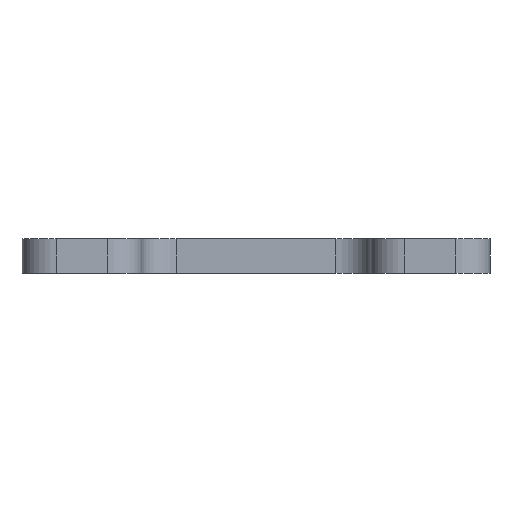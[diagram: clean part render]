
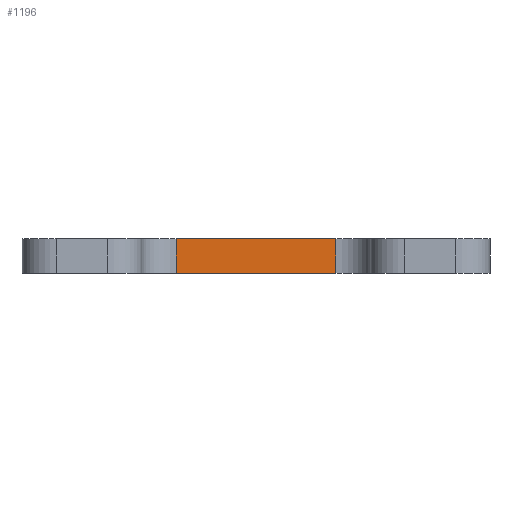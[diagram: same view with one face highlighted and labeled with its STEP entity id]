
A CAD part, front view. The second image highlights one B-rep face of the part: STEP entity #1196.
In plain terms, the highlighted planar face has unit normal (0, -1, 0).
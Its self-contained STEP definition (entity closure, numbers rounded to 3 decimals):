
#275=FACE_OUTER_BOUND('',#344,.T.);
#344=EDGE_LOOP('',(#1026,#1027,#1028,#1029));
#392=LINE('',#1848,#487);
#418=LINE('',#1956,#513);
#443=LINE('',#2046,#538);
#444=LINE('',#2048,#539);
#487=VECTOR('',#1442,10.);
#513=VECTOR('',#1540,10.);
#538=VECTOR('',#1637,10.);
#539=VECTOR('',#1640,10.);
#594=VERTEX_POINT('',#1845);
#595=VERTEX_POINT('',#1847);
#640=VERTEX_POINT('',#1953);
#641=VERTEX_POINT('',#1955);
#702=EDGE_CURVE('',#594,#595,#392,.T.);
#757=EDGE_CURVE('',#640,#641,#418,.T.);
#805=EDGE_CURVE('',#595,#640,#443,.T.);
#806=EDGE_CURVE('',#641,#594,#444,.T.);
#1026=ORIENTED_EDGE('',*,*,#805,.F.);
#1027=ORIENTED_EDGE('',*,*,#702,.F.);
#1028=ORIENTED_EDGE('',*,*,#806,.F.);
#1029=ORIENTED_EDGE('',*,*,#757,.F.);
#1159=PLANE('',#1333);
#1196=ADVANCED_FACE('',(#275),#1159,.T.);
#1333=AXIS2_PLACEMENT_3D('',#2050,#1642,#1643);
#1442=DIRECTION('',(1.,0.,0.));
#1540=DIRECTION('',(-1.,0.,0.));
#1637=DIRECTION('',(0.,0.,-1.));
#1640=DIRECTION('',(0.,0.,1.));
#1642=DIRECTION('center_axis',(0.,-1.,0.));
#1643=DIRECTION('ref_axis',(1.,0.,0.));
#1845=CARTESIAN_POINT('',(13.5,10.,3.));
#1847=CARTESIAN_POINT('',(27.5,10.,3.));
#1848=CARTESIAN_POINT('',(30.5,10.,3.));
#1953=CARTESIAN_POINT('',(27.5,10.,0.));
#1955=CARTESIAN_POINT('',(13.5,10.,0.));
#1956=CARTESIAN_POINT('',(30.5,10.,0.));
#2046=CARTESIAN_POINT('',(27.5,10.,0.));
#2048=CARTESIAN_POINT('',(13.5,10.,0.));
#2050=CARTESIAN_POINT('Origin',(10.5,10.,0.));
